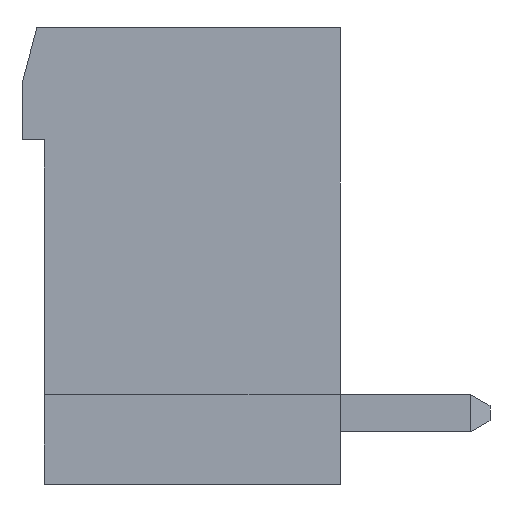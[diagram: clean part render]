
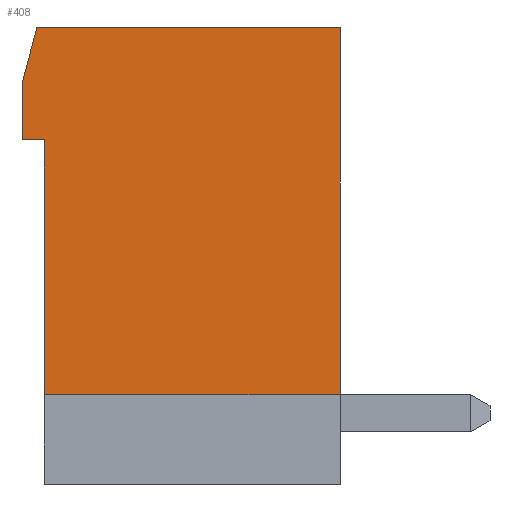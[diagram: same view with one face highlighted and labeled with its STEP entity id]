
A CAD part, front view. The second image highlights one B-rep face of the part: STEP entity #408.
In plain terms, the highlighted planar face has unit normal (0, -1, 0).
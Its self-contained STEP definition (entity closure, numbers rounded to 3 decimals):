
#408 = ADVANCED_FACE( '', ( #962 ), #963, .F. );
#962 = FACE_OUTER_BOUND( '', #1674, .T. );
#963 = PLANE( '', #1675 );
#1674 = EDGE_LOOP( '', ( #2865, #2866, #2867, #2868, #2869, #2870, #2871 ) );
#1675 = AXIS2_PLACEMENT_3D( '', #2872, #2873, #2874 );
#2865 = ORIENTED_EDGE( '', *, *, #4581, .T. );
#2866 = ORIENTED_EDGE( '', *, *, #4333, .T. );
#2867 = ORIENTED_EDGE( '', *, *, #4507, .T. );
#2868 = ORIENTED_EDGE( '', *, *, #4363, .T. );
#2869 = ORIENTED_EDGE( '', *, *, #4582, .T. );
#2870 = ORIENTED_EDGE( '', *, *, #4196, .T. );
#2871 = ORIENTED_EDGE( '', *, *, #4583, .T. );
#2872 = CARTESIAN_POINT( '', ( 166.4, -44.72, -3. ) );
#2873 = DIRECTION( '', ( 0., 1., 0. ) );
#2874 = DIRECTION( '', ( 0., 0., -1. ) );
#4196 = EDGE_CURVE( '', #5011, #5009, #5012, .T. );
#4333 = EDGE_CURVE( '', #5249, #5250, #5251, .T. );
#4363 = EDGE_CURVE( '', #5302, #5300, #5303, .T. );
#4507 = EDGE_CURVE( '', #5250, #5302, #5529, .T. );
#4581 = EDGE_CURVE( '', #5642, #5249, #5643, .T. );
#4582 = EDGE_CURVE( '', #5300, #5011, #5644, .T. );
#4583 = EDGE_CURVE( '', #5009, #5642, #5645, .T. );
#5009 = VERTEX_POINT( '', #6180 );
#5011 = VERTEX_POINT( '', #6183 );
#5012 = LINE( '', #6184, #6185 );
#5249 = VERTEX_POINT( '', #6534 );
#5250 = VERTEX_POINT( '', #6535 );
#5251 = LINE( '', #6536, #6537 );
#5300 = VERTEX_POINT( '', #6603 );
#5302 = VERTEX_POINT( '', #6606 );
#5303 = LINE( '', #6607, #6608 );
#5529 = LINE( '', #6945, #6946 );
#5642 = VERTEX_POINT( '', #7120 );
#5643 = LINE( '', #7121, #7122 );
#5644 = LINE( '', #7123, #7124 );
#5645 = LINE( '', #7125, #7126 );
#6180 = CARTESIAN_POINT( '', ( 166.5, -44.72, -3. ) );
#6183 = CARTESIAN_POINT( '', ( 166.5, -44.72, -1.493 ) );
#6184 = CARTESIAN_POINT( '', ( 166.5, -44.72, -3. ) );
#6185 = VECTOR( '', #7812, 1000. );
#6534 = CARTESIAN_POINT( '', ( 167.1, -44.72, -9.8 ) );
#6535 = CARTESIAN_POINT( '', ( 175., -44.72, -9.8 ) );
#6536 = CARTESIAN_POINT( '', ( 175., -44.72, -9.8 ) );
#6537 = VECTOR( '', #7931, 1000. );
#6603 = CARTESIAN_POINT( '', ( 166.9, -44.72, 0. ) );
#6606 = CARTESIAN_POINT( '', ( 175., -44.72, 0. ) );
#6607 = CARTESIAN_POINT( '', ( 166.8, -44.72, 0. ) );
#6608 = VECTOR( '', #7971, 1000. );
#6945 = CARTESIAN_POINT( '', ( 175., -44.72, 0. ) );
#6946 = VECTOR( '', #8095, 1000. );
#7120 = CARTESIAN_POINT( '', ( 167.1, -44.72, -3. ) );
#7121 = CARTESIAN_POINT( '', ( 167.1, -44.72, -9.8 ) );
#7122 = VECTOR( '', #8157, 1000. );
#7123 = CARTESIAN_POINT( '', ( 166.5, -44.72, -1.493 ) );
#7124 = VECTOR( '', #8158, 1000. );
#7125 = CARTESIAN_POINT( '', ( 166.9, -44.72, -3. ) );
#7126 = VECTOR( '', #8159, 1000. );
#7812 = DIRECTION( '', ( 0., 0., -1. ) );
#7931 = DIRECTION( '', ( 1., 0., 0. ) );
#7971 = DIRECTION( '', ( -1., 0., 0. ) );
#8095 = DIRECTION( '', ( 0., 0., 1. ) );
#8157 = DIRECTION( '', ( 0., 0., -1. ) );
#8158 = DIRECTION( '', ( -0.259, 0., -0.966 ) );
#8159 = DIRECTION( '', ( 1., 0., 0. ) );
